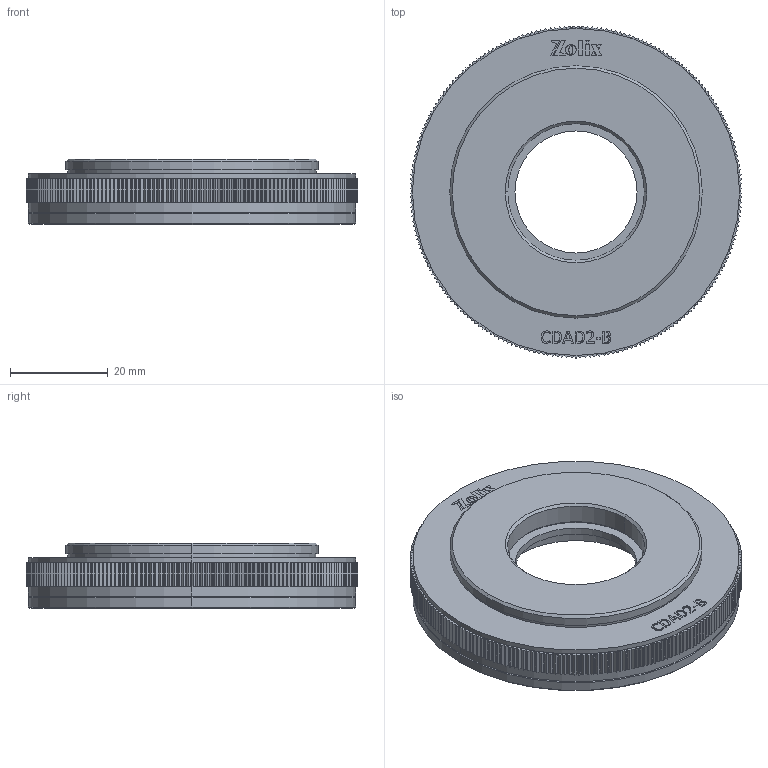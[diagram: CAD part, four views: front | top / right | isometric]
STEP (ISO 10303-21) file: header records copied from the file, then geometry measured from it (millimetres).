
FILE_DESCRIPTION (( 'STEP AP203' ), '1' );
FILE_NAME ('CDAD2-B.STEP', '2025-06-27T08:41:01', ( '' ), ( '' ), 'SwSTEP 2.0', 'SolidWorks 2020', '' );
FILE_SCHEMA (( 'CONFIG_CONTROL_DESIGN' ));
Length unit declared in the file: millimetre
Products named in the file (1): CDAD2-B
Bounding box: 68 x 68 x 13.5 mm (x, y, z)
Volume: 28482.5 mm3; surface area: 20745.5 mm2
Topology: 5 solids, 5 shells, 1347 faces, 3870 edges, 2566 vertices
Faces by surface type: plane 708, cylinder 550, bspline 57, cone 32
Entity records: 47299 total; most frequent: CARTESIAN_POINT 11292, ORIENTED_EDGE 7736, DIRECTION 7411, EDGE_CURVE 3868, LINE 2591, VECTOR 2591, VERTEX_POINT 2566, AXIS2_PLACEMENT_3D 2410
